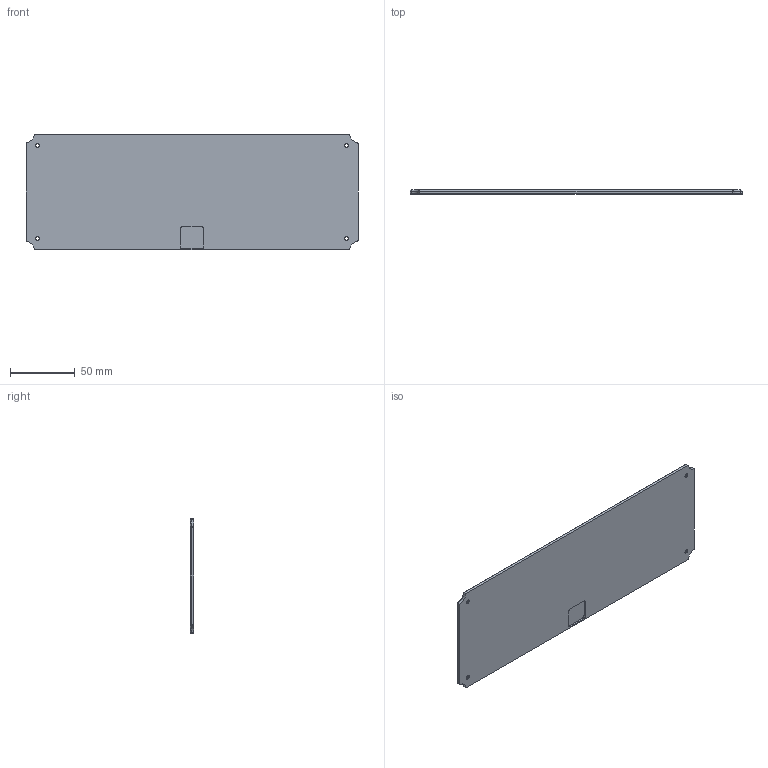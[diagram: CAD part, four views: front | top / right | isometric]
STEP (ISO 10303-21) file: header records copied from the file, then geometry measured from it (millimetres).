
FILE_DESCRIPTION (( 'STEP AP203' ), '1' );
FILE_NAME ('weight.STEP', '2022-09-30T05:39:03', ( '' ), ( '' ), 'SwSTEP 2.0', 'SolidWorks 2021', '' );
FILE_SCHEMA (( 'CONFIG_CONTROL_DESIGN' ));
Length unit declared in the file: millimetre
Products named in the file (1): weight
Bounding box: 257.29 x 3 x 89.56 mm (x, y, z)
Volume: 67198 mm3; surface area: 48095.4 mm2
Topology: 1 solids, 1 shells, 111 faces, 273 edges, 166 vertices
Faces by surface type: cylinder 75, plane 16, cone 8, sphere 8, torus 4
Entity records: 3378 total; most frequent: DIRECTION 655, CARTESIAN_POINT 547, ORIENTED_EDGE 538, AXIS2_PLACEMENT_3D 274, EDGE_CURVE 269, VERTEX_POINT 166, CIRCLE 162, EDGE_LOOP 125
